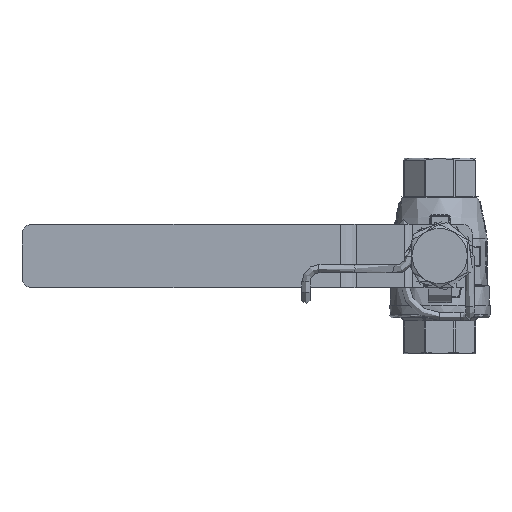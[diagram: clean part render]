
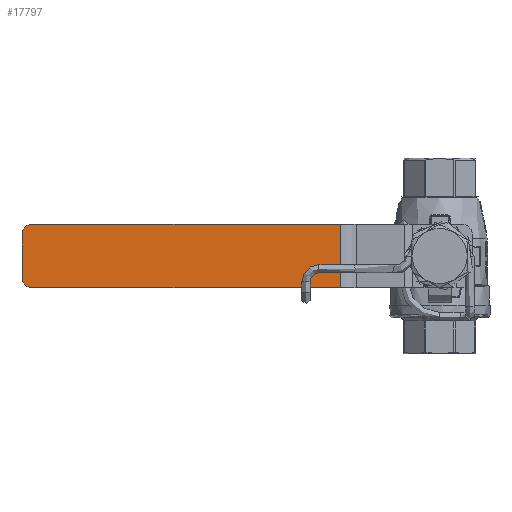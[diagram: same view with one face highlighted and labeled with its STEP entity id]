
A CAD part, top view. The second image highlights one B-rep face of the part: STEP entity #17797.
In plain terms, the highlighted planar face has unit normal (0, 0, 1).
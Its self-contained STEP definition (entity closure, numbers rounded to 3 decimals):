
#1901=PLANE('',#18898);
#2655=FACE_OUTER_BOUND('',#3639,.T.);
#3639=EDGE_LOOP('',(#12654,#12655,#12656,#12657,#12658,#12659));
#4600=LINE('',#27230,#5706);
#4690=LINE('',#27577,#5796);
#4704=LINE('',#27619,#5810);
#4706=LINE('',#27626,#5812);
#5706=VECTOR('',#21068,10.);
#5796=VECTOR('',#21328,10.);
#5810=VECTOR('',#21378,10.);
#5812=VECTOR('',#21386,4.32);
#6880=CIRCLE('',#18870,3.);
#6883=CIRCLE('',#18876,3.);
#7786=VERTEX_POINT('',#27227);
#7787=VERTEX_POINT('',#27229);
#7888=VERTEX_POINT('',#27564);
#7889=VERTEX_POINT('',#27565);
#7893=VERTEX_POINT('',#27575);
#7903=VERTEX_POINT('',#27618);
#9579=EDGE_CURVE('',#7786,#7787,#4600,.T.);
#9721=EDGE_CURVE('',#7888,#7889,#6880,.T.);
#9727=EDGE_CURVE('',#7893,#7888,#4690,.T.);
#9731=EDGE_CURVE('',#7787,#7893,#6883,.T.);
#9748=EDGE_CURVE('',#7786,#7903,#4704,.T.);
#9752=EDGE_CURVE('',#7889,#7903,#4706,.T.);
#12654=ORIENTED_EDGE('',*,*,#9721,.F.);
#12655=ORIENTED_EDGE('',*,*,#9727,.F.);
#12656=ORIENTED_EDGE('',*,*,#9731,.F.);
#12657=ORIENTED_EDGE('',*,*,#9579,.F.);
#12658=ORIENTED_EDGE('',*,*,#9748,.T.);
#12659=ORIENTED_EDGE('',*,*,#9752,.F.);
#17797=ADVANCED_FACE('',(#2655),#1901,.F.);
#18870=AXIS2_PLACEMENT_3D('',#27566,#21318,#21319);
#18876=AXIS2_PLACEMENT_3D('',#27584,#21337,#21338);
#18898=AXIS2_PLACEMENT_3D('',#27636,#21398,#21399);
#21068=DIRECTION('',(-1.,0.,0.));
#21318=DIRECTION('center_axis',(0.,0.,
-1.));
#21319=DIRECTION('ref_axis',(-0.707,0.707,0.));
#21328=DIRECTION('',(0.,1.,0.));
#21337=DIRECTION('center_axis',(0.,0.,
-1.));
#21338=DIRECTION('ref_axis',(-0.707,-0.707,0.));
#21378=DIRECTION('',(0.,1.,0.));
#21386=DIRECTION('',(1.,0.,0.));
#21398=DIRECTION('center_axis',(0.,0.,
-1.));
#21399=DIRECTION('ref_axis',(1.,0.,0.));
#27227=CARTESIAN_POINT('',(-30.486,-20.912,54.298));
#27229=CARTESIAN_POINT('',(-124.999,-20.912,54.298));
#27230=CARTESIAN_POINT('',(-30.486,-20.912,54.298));
#27564=CARTESIAN_POINT('',(-127.999,-4.412,54.298));
#27565=CARTESIAN_POINT('',(-124.999,-1.412,54.298));
#27566=CARTESIAN_POINT('Origin',(-124.999,-4.412,54.298));
#27575=CARTESIAN_POINT('',(-127.999,-17.912,54.298));
#27577=CARTESIAN_POINT('',(-127.999,-20.912,54.298));
#27584=CARTESIAN_POINT('Origin',(-124.999,-17.912,54.298));
#27618=CARTESIAN_POINT('',(-30.486,-1.412,54.298));
#27619=CARTESIAN_POINT('',(-30.486,-11.162,54.298));
#27626=CARTESIAN_POINT('',(-16.914,-1.412,54.298));
#27636=CARTESIAN_POINT('Origin',(-77.206,-11.162,54.298));
